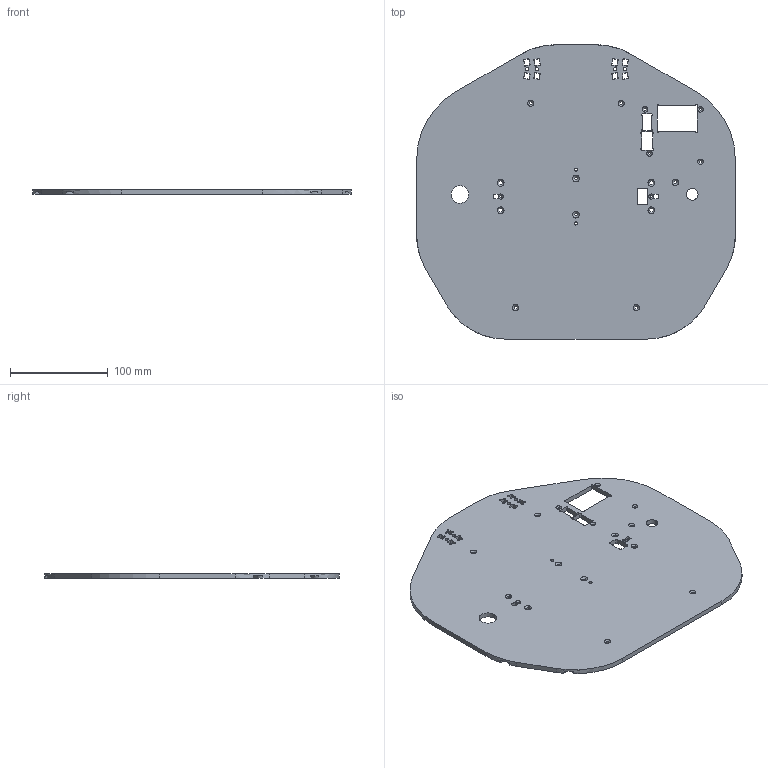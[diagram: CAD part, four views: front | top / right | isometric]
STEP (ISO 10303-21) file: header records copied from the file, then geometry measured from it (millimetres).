
FILE_DESCRIPTION (( 'STEP AP214' ), '1' );
FILE_NAME ('top_plate_v2.STEP', '2022-06-14T08:20:31', ( '' ), ( '' ), 'SwSTEP 2.0', 'SolidWorks 2017', '' );
FILE_SCHEMA (( 'AUTOMOTIVE_DESIGN' ));
Length unit declared in the file: millimetre
Products named in the file (1): top_plate_v2
Bounding box: 325.56 x 300.7 x 5 mm (x, y, z)
Volume: 393520.2 mm3; surface area: 175624.2 mm2
Topology: 1 solids, 1 shells, 469 faces, 1340 edges, 882 vertices
Faces by surface type: cylinder 246, plane 181, cone 42
Entity records: 20222 total; most frequent: DIRECTION 2842, CARTESIAN_POINT 2716, ORIENTED_EDGE 2680, EDGE_CURVE 1340, AXIS2_PLACEMENT_3D 1040, VERTEX_POINT 882, VECTOR 762, LINE 762
